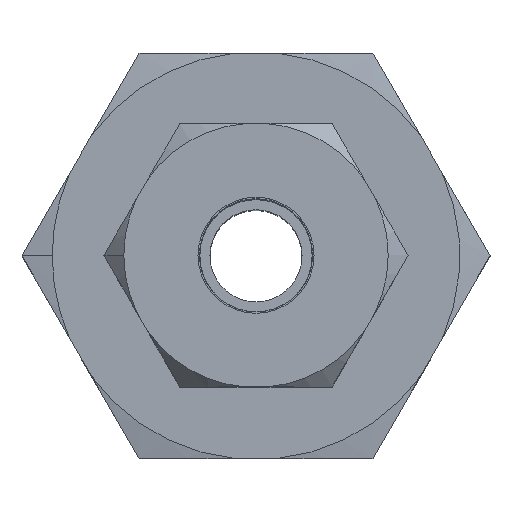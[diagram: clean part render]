
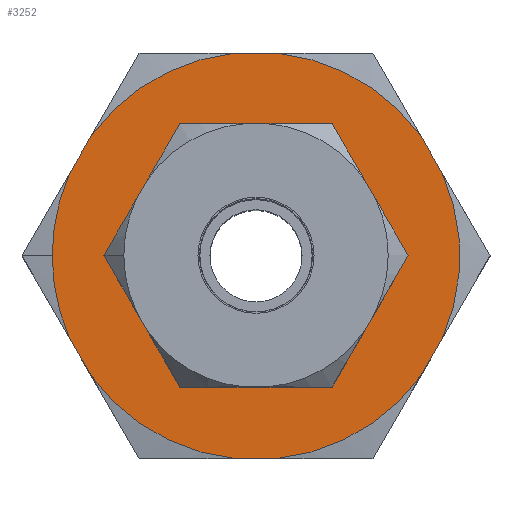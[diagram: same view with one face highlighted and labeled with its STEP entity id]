
A CAD part, top view. The second image highlights one B-rep face of the part: STEP entity #3252.
In plain terms, the highlighted planar face has unit normal (0, 0, 1).
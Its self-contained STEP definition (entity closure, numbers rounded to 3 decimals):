
#280 = EDGE_CURVE ( 'NONE', #2928, #2925, #1053, .T. ) ;
#334 = ORIENTED_EDGE ( 'NONE', *, *, #3284, .T. ) ;
#370 = VERTEX_POINT ( 'NONE', #1277 ) ;
#371 = VERTEX_POINT ( 'NONE', #1276 ) ;
#372 = EDGE_CURVE ( 'NONE', #370, #371, #1275, .T. ) ;
#379 = VERTEX_POINT ( 'NONE', #1266 ) ;
#382 = VERTEX_POINT ( 'NONE', #1259 ) ;
#401 = VERTEX_POINT ( 'NONE', #1282 ) ;
#402 = EDGE_CURVE ( 'NONE', #409, #401, #1334, .T. ) ;
#409 = VERTEX_POINT ( 'NONE', #1327 ) ;
#448 = VERTEX_POINT ( 'NONE', #1336 ) ;
#462 = EDGE_CURVE ( 'NONE', #382, #379, #1410, .T. ) ;
#1049 = DIRECTION ( 'NONE',  ( 1., 0., 0. ) ) ;
#1050 = DIRECTION ( 'NONE',  ( 0., 0., 1. ) ) ;
#1051 = CARTESIAN_POINT ( 'NONE',  ( 0., 0., 6.118 ) ) ;
#1052 = AXIS2_PLACEMENT_3D ( 'NONE', #1051, #1050, #1049 ) ;
#1053 = CIRCLE ( 'NONE', #1052, 11.062 ) ;
#1259 = CARTESIAN_POINT ( 'NONE',  ( 1.172, -11., 6.118 ) ) ;
#1266 = CARTESIAN_POINT ( 'NONE',  ( -1.172, -11., 6.118 ) ) ;
#1271 = DIRECTION ( 'NONE',  ( 1., 0., 0. ) ) ;
#1272 = DIRECTION ( 'NONE',  ( 0., 0., 1. ) ) ;
#1273 = CARTESIAN_POINT ( 'NONE',  ( 0., 0., 6.118 ) ) ;
#1274 = AXIS2_PLACEMENT_3D ( 'NONE', #1273, #1272, #1271 ) ;
#1275 = CIRCLE ( 'NONE', #1274, 6. ) ;
#1276 = CARTESIAN_POINT ( 'NONE',  ( -6., 0., 6.118 ) ) ;
#1277 = CARTESIAN_POINT ( 'NONE',  ( 6., 0., 6.118 ) ) ;
#1282 = CARTESIAN_POINT ( 'NONE',  ( 8.94, -6.515, 6.118 ) ) ;
#1327 = CARTESIAN_POINT ( 'NONE',  ( 10.112, -4.485, 6.118 ) ) ;
#1331 = DIRECTION ( 'NONE',  ( -0.5, -0.866, 0. ) ) ;
#1332 = VECTOR ( 'NONE', #1331, 1000. ) ;
#1333 = CARTESIAN_POINT ( 'NONE',  ( 15.026, 4.026, 6.118 ) ) ;
#1334 = LINE ( 'NONE', #1333, #1332 ) ;
#1336 = CARTESIAN_POINT ( 'NONE',  ( -8.94, -6.515, 6.118 ) ) ;
#1403 = DIRECTION ( 'NONE',  ( -1., 0., 0. ) ) ;
#1404 = VECTOR ( 'NONE', #1403, 1000. ) ;
#1405 = CARTESIAN_POINT ( 'NONE',  ( 0., -11., 6.118 ) ) ;
#1410 = LINE ( 'NONE', #1405, #1404 ) ;
#1496 = CARTESIAN_POINT ( 'NONE',  ( -11.062, 0., 6.118 ) ) ;
#1501 = CARTESIAN_POINT ( 'NONE',  ( -10.112, -4.485, 6.118 ) ) ;
#1575 = DIRECTION ( 'NONE',  ( -0.5, 0.866, 0. ) ) ;
#1576 = VECTOR ( 'NONE', #1575, 1000. ) ;
#1577 = CARTESIAN_POINT ( 'NONE',  ( -15.026, 4.026, 6.118 ) ) ;
#1578 = LINE ( 'NONE', #1577, #1576 ) ;
#1611 = DIRECTION ( 'NONE',  ( 0.5, 0.866, 0. ) ) ;
#1612 = VECTOR ( 'NONE', #1611, 1000. ) ;
#1613 = CARTESIAN_POINT ( 'NONE',  ( -4.026, 15.026, 6.118 ) ) ;
#1619 = LINE ( 'NONE', #1613, #1612 ) ;
#1626 = CARTESIAN_POINT ( 'NONE',  ( -8.94, 6.515, 6.118 ) ) ;
#1634 = CARTESIAN_POINT ( 'NONE',  ( -10.112, 4.485, 6.118 ) ) ;
#1654 = DIRECTION ( 'NONE',  ( 1., 0., 0. ) ) ;
#1655 = DIRECTION ( 'NONE',  ( 0., 0., 1. ) ) ;
#1656 = CARTESIAN_POINT ( 'NONE',  ( 0., 0., 6.118 ) ) ;
#1657 = AXIS2_PLACEMENT_3D ( 'NONE', #1656, #1655, #1654 ) ;
#1658 = CIRCLE ( 'NONE', #1657, 6. ) ;
#1676 = CARTESIAN_POINT ( 'NONE',  ( -1.172, 11., 6.118 ) ) ;
#1733 = ORIENTED_EDGE ( 'NONE', *, *, #462, .F. ) ;
#1841 = LINE ( 'NONE', #1899, #1898 ) ;
#1855 = CARTESIAN_POINT ( 'NONE',  ( 1.172, 11., 6.118 ) ) ;
#1895 = CARTESIAN_POINT ( 'NONE',  ( 10.112, 4.485, 6.118 ) ) ;
#1896 = CARTESIAN_POINT ( 'NONE',  ( 8.94, 6.515, 6.118 ) ) ;
#1897 = DIRECTION ( 'NONE',  ( 1., 0., 0. ) ) ;
#1898 = VECTOR ( 'NONE', #1897, 1000. ) ;
#1899 = CARTESIAN_POINT ( 'NONE',  ( 0., 11., 6.118 ) ) ;
#1907 = DIRECTION ( 'NONE',  ( 0.5, -0.866, 0. ) ) ;
#1908 = VECTOR ( 'NONE', #1907, 1000. ) ;
#1909 = CARTESIAN_POINT ( 'NONE',  ( 4.026, 15.026, 6.118 ) ) ;
#1910 = LINE ( 'NONE', #1909, #1908 ) ;
#1986 = CARTESIAN_POINT ( 'NONE',  ( 0., 12.702, 6.118 ) ) ;
#1987 = PLANE ( 'NONE',  #2049 ) ;
#1988 = FACE_OUTER_BOUND ( 'NONE', #3264, .T. ) ;
#1989 = FACE_BOUND ( 'NONE', #3228, .T. ) ;
#2020 = CIRCLE ( 'NONE', #2081, 11.062 ) ;
#2021 = DIRECTION ( 'NONE',  ( 1., 0., 0. ) ) ;
#2022 = DIRECTION ( 'NONE',  ( 0., 0., 1. ) ) ;
#2023 = CARTESIAN_POINT ( 'NONE',  ( 0., 0., 6.118 ) ) ;
#2024 = AXIS2_PLACEMENT_3D ( 'NONE', #2023, #2022, #2021 ) ;
#2025 = CIRCLE ( 'NONE', #2024, 11.062 ) ;
#2026 = DIRECTION ( 'NONE',  ( 1., 0., 0. ) ) ;
#2027 = DIRECTION ( 'NONE',  ( 0., 0., 1. ) ) ;
#2028 = CARTESIAN_POINT ( 'NONE',  ( 0., 0., 6.118 ) ) ;
#2029 = AXIS2_PLACEMENT_3D ( 'NONE', #2028, #2027, #2026 ) ;
#2030 = CIRCLE ( 'NONE', #2029, 11.062 ) ;
#2047 = DIRECTION ( 'NONE',  ( -1., 0., 0. ) ) ;
#2048 = DIRECTION ( 'NONE',  ( 0., 0., -1. ) ) ;
#2049 = AXIS2_PLACEMENT_3D ( 'NONE', #1986, #2048, #2047 ) ;
#2050 = AXIS2_PLACEMENT_3D ( 'NONE', #2113, #2112, #2111 ) ;
#2051 = CIRCLE ( 'NONE', #2050, 11.062 ) ;
#2052 = DIRECTION ( 'NONE',  ( 1., 0., 0. ) ) ;
#2053 = DIRECTION ( 'NONE',  ( 0., 0., 1. ) ) ;
#2054 = CARTESIAN_POINT ( 'NONE',  ( 0., 0., 6.118 ) ) ;
#2055 = AXIS2_PLACEMENT_3D ( 'NONE', #2054, #2053, #2052 ) ;
#2056 = CIRCLE ( 'NONE', #2055, 11.062 ) ;
#2067 = DIRECTION ( 'NONE',  ( 1., 0., 0. ) ) ;
#2068 = DIRECTION ( 'NONE',  ( 0., 0., 1. ) ) ;
#2069 = CARTESIAN_POINT ( 'NONE',  ( 0., 0., 6.118 ) ) ;
#2070 = AXIS2_PLACEMENT_3D ( 'NONE', #2069, #2068, #2067 ) ;
#2071 = CIRCLE ( 'NONE', #2070, 11.062 ) ;
#2078 = DIRECTION ( 'NONE',  ( 1., 0., 0. ) ) ;
#2079 = DIRECTION ( 'NONE',  ( 0., 0., 1. ) ) ;
#2080 = CARTESIAN_POINT ( 'NONE',  ( 0., 0., 6.118 ) ) ;
#2081 = AXIS2_PLACEMENT_3D ( 'NONE', #2080, #2079, #2078 ) ;
#2111 = DIRECTION ( 'NONE',  ( 1., 0., 0. ) ) ;
#2112 = DIRECTION ( 'NONE',  ( 0., 0., 1. ) ) ;
#2113 = CARTESIAN_POINT ( 'NONE',  ( 0., 0., 6.118 ) ) ;
#2925 = VERTEX_POINT ( 'NONE', #1501 ) ;
#2928 = VERTEX_POINT ( 'NONE', #1496 ) ;
#2979 = EDGE_CURVE ( 'NONE', #448, #2925, #1578, .T. ) ;
#2984 = VERTEX_POINT ( 'NONE', #1626 ) ;
#2989 = EDGE_CURVE ( 'NONE', #3017, #2984, #1619, .T. ) ;
#3000 = EDGE_CURVE ( 'NONE', #371, #370, #1658, .T. ) ;
#3017 = VERTEX_POINT ( 'NONE', #1634 ) ;
#3035 = VERTEX_POINT ( 'NONE', #1676 ) ;
#3133 = VERTEX_POINT ( 'NONE', #1855 ) ;
#3138 = EDGE_CURVE ( 'NONE', #3035, #3133, #1841, .T. ) ;
#3144 = VERTEX_POINT ( 'NONE', #1896 ) ;
#3147 = VERTEX_POINT ( 'NONE', #1895 ) ;
#3189 = EDGE_CURVE ( 'NONE', #3144, #3147, #1910, .T. ) ;
#3228 = EDGE_LOOP ( 'NONE', ( #3256, #3254 ) ) ;
#3248 = ORIENTED_EDGE ( 'NONE', *, *, #2979, .F. ) ;
#3249 = ORIENTED_EDGE ( 'NONE', *, *, #280, .T. ) ;
#3252 = ADVANCED_FACE ( 'NONE', ( #1989, #1988 ), #1987, .F. ) ;
#3254 = ORIENTED_EDGE ( 'NONE', *, *, #3000, .F. ) ;
#3256 = ORIENTED_EDGE ( 'NONE', *, *, #372, .F. ) ;
#3262 = ORIENTED_EDGE ( 'NONE', *, *, #3263, .T. ) ;
#3263 = EDGE_CURVE ( 'NONE', #448, #379, #2030, .T. ) ;
#3264 = EDGE_LOOP ( 'NONE', ( #3269, #3268, #3265, #3249, #3248, #3262, #1733, #334, #3288, #3285, #3277, #3278, #3274 ) ) ;
#3265 = ORIENTED_EDGE ( 'NONE', *, *, #3267, .T. ) ;
#3266 = EDGE_CURVE ( 'NONE', #3035, #2984, #2025, .T. ) ;
#3267 = EDGE_CURVE ( 'NONE', #3017, #2928, #2020, .T. ) ;
#3268 = ORIENTED_EDGE ( 'NONE', *, *, #2989, .F. ) ;
#3269 = ORIENTED_EDGE ( 'NONE', *, *, #3266, .T. ) ;
#3273 = EDGE_CURVE ( 'NONE', #3144, #3133, #2071, .T. ) ;
#3274 = ORIENTED_EDGE ( 'NONE', *, *, #3138, .F. ) ;
#3277 = ORIENTED_EDGE ( 'NONE', *, *, #3189, .F. ) ;
#3278 = ORIENTED_EDGE ( 'NONE', *, *, #3273, .T. ) ;
#3283 = EDGE_CURVE ( 'NONE', #409, #3147, #2056, .T. ) ;
#3284 = EDGE_CURVE ( 'NONE', #382, #401, #2051, .T. ) ;
#3285 = ORIENTED_EDGE ( 'NONE', *, *, #3283, .T. ) ;
#3288 = ORIENTED_EDGE ( 'NONE', *, *, #402, .F. ) ;
